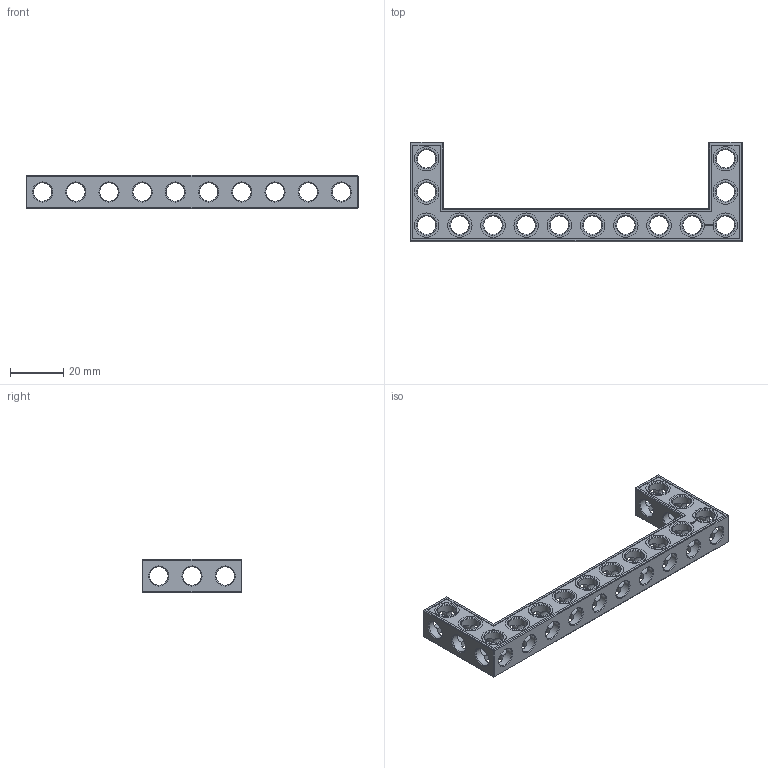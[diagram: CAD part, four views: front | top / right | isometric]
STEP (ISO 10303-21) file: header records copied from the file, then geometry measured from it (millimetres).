
FILE_DESCRIPTION(('FreeCAD Model'),'2;1');
FILE_NAME('Open CASCADE Shape Model','2022-02-25T16:24:20',('Author'),( ''),'Open CASCADE STEP processor 7.5','FreeCAD','Unknown');
FILE_SCHEMA(('AUTOMOTIVE_DESIGN { 1 0 10303 214 1 1 1 1 }'));
Products named in the file (1): Beam AGD ESS USH SYM BU10x03x01 - SPN-BEM-0443 (stemfie.org)
Bounding box: 125 x 37.5 x 12.5 mm (x, y, z)
Volume: 13672.8 mm3; surface area: 12348.4 mm2
Topology: 1 solids, 1 shells, 684 faces, 1985 edges, 1295 vertices
Faces by surface type: plane 407, extrusion 134, cylinder 85, cone 58
Full cylindrical faces by diameter (mm): 6.98 x8, 7 x63, 9.2 x14
Entity records: 71891 total; most frequent: CARTESIAN_POINT 34051, DIRECTION 6265, VECTOR 4405, LINE 4271, ORIENTED_EDGE 3970, PCURVE 3970, DEFINITIONAL_REPRESENTATION 3970, EDGE_CURVE 1985
